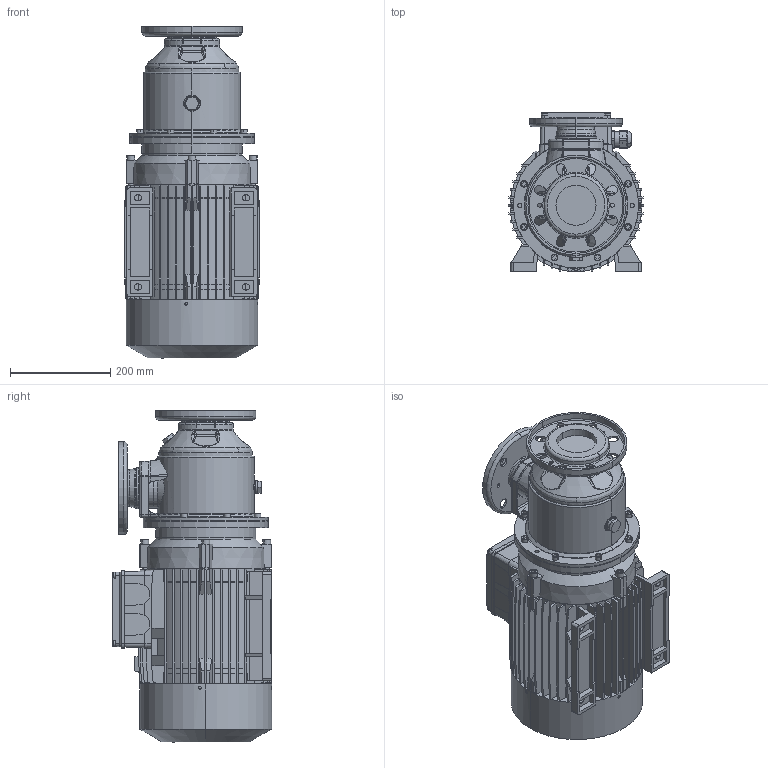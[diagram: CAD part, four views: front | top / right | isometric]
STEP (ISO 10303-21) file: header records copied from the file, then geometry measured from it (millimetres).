
FILE_DESCRIPTION (( 'STEP AP214' ), '1' );
FILE_NAME ('4.93.489.55swa00.step', '2022-07-12T09:32:03', ( '' ), ( '' ), 'SwSTEP 2.0', 'SolidWorks 2020', '' );
FILE_SCHEMA (( 'AUTOMOTIVE_DESIGN' ));
Length unit declared in the file: millimetre
Products named in the file (14): 4.93.489.55swa00; Copia di 2_67_018^Copia di 132S_CZ_Copia di 132S_B34_4.93.489.55swa00; Copia di top^4.93.489.55swa00; Copia di 1_67_002_132L_M32x1.5^Copia di 132S_CZ_Copia di 132S_B34_4.93.489.55swa00; Copia di 132S_CZ^Copia di 132S_B34_4.93.489.55swa00; Copia di 2_67_024^Copia di 132S_B34_4.93.489.55swa00; Copia di Base_ingombro3D^Copia di Assieme_ingombro3D_Copia di 132S_CZ_Copia di 132S_B34_4.93.489.55swa00; Copia di M10x35_UNI_5931^Copia di 132S_B34_4.93.489.55swa00; Copia di Assieme_ingombro3D^Copia di 132S_CZ_Copia di 132S_B34_4.93.489.55swa00; Copia di 132S_B34^4.93.489.55swa00; Copia di 2_67_020^Copia di 132S_CZ_Copia di 132S_B34_4.93.489.55swa00; Copia di Dado_ingombro3D^Copia di Assieme_ingombro3D_Copia di 132S_CZ_Copia di 132S_B34_4.93.489.55swa00; Copia di 132S_B34^Copia di 132S_B34_4.93.489.55swa00; Copia di Vite_TCB_M5x2000^Copia di 132S_CZ_Copia di 132S_B34_4.93.489.55swa00
Assembly tree (20 placements, depth 5):
  4.93.489.55swa00
    Copia di top^4.93.489.55swa00
    Copia di 132S_B34^4.93.489.55swa00
      Copia di 132S_B34^Copia di 132S_B34_4.93.489.55swa00
      Copia di 132S_CZ^Copia di 132S_B34_4.93.489.55swa00
        Copia di 1_67_002_132L_M32x1.5^Copia di 132S_CZ_Copia di 132S_B34_4.93.489.55swa00
        Copia di 2_67_018^Copia di 132S_CZ_Copia di 132S_B34_4.93.489.55swa00
        Copia di 2_67_020^Copia di 132S_CZ_Copia di 132S_B34_4.93.489.55swa00
        Copia di Vite_TCB_M5x2000^Copia di 132S_CZ_Copia di 132S_B34_4.93.489.55swa00  x4
        Copia di Assieme_ingombro3D^Copia di 132S_CZ_Copia di 132S_B34_4.93.489.55swa00  x2
          Copia di Base_ingombro3D^Copia di Assieme_ingombro3D_Copia di 132S_CZ_Copia di 132S_B34_4.93.489.55swa00
          Copia di Dado_ingombro3D^Copia di Assieme_ingombro3D_Copia di 132S_CZ_Copia di 132S_B34_4.93.489.55swa00
      Copia di 2_67_024^Copia di 132S_B34_4.93.489.55swa00
      Copia di M10x35_UNI_5931^Copia di 132S_B34_4.93.489.55swa00  x4
Bounding box: 270 x 318.7 x 663.66 mm (x, y, z)
Volume: 28500162.2 mm3; surface area: 1758551.6 mm2
Topology: 19 solids, 22 shells, 3234 faces, 8854 edges, 5769 vertices
Faces by surface type: bspline 1254, plane 1246, cylinder 498, cone 202, torus 26, sphere 8
Entity records: 122111 total; most frequent: CARTESIAN_POINT 51393, ORIENTED_EDGE 16678, DIRECTION 10853, EDGE_CURVE 8345, VERTEX_POINT 5465, LINE 5235, VECTOR 5235, EDGE_LOOP 3217
